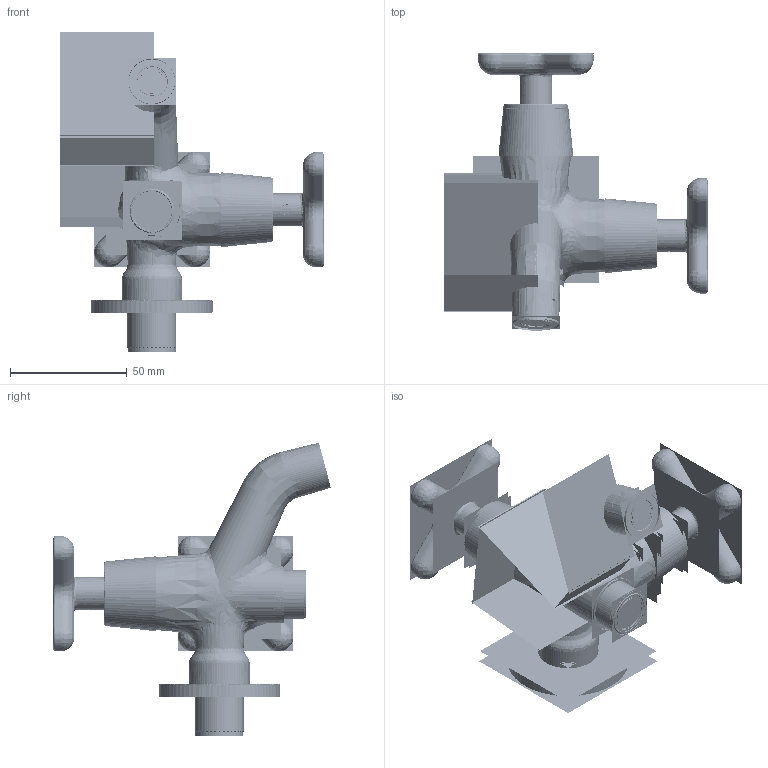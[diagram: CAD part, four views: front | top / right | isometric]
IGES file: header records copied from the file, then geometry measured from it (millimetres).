
Start section:  PTC IGES file: tp0074_asm.igs
Global section: file name: tp0074_asm.igs; native system: Pro/ENGINEER by Parametric Technology Corporation; preprocessor: 2009360; author: Administrator; organization: Unknown; date: 20160825.170619; units: millimetre
Bounding box: 112.82 x 118.8 x 137.14 mm (x, y, z)
Volume: 280663 mm3; surface area: 1653519.2 mm2
Topology: 12 solids, 18 shells, 4098 faces, 24237 edges, 32883 vertices
Faces by surface type: bspline 2104, revolution 1994
